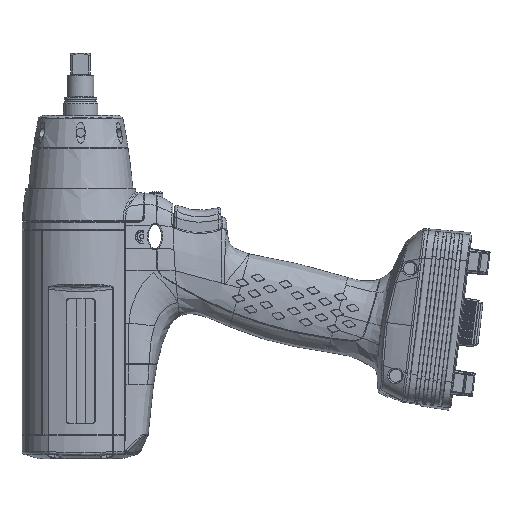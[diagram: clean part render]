
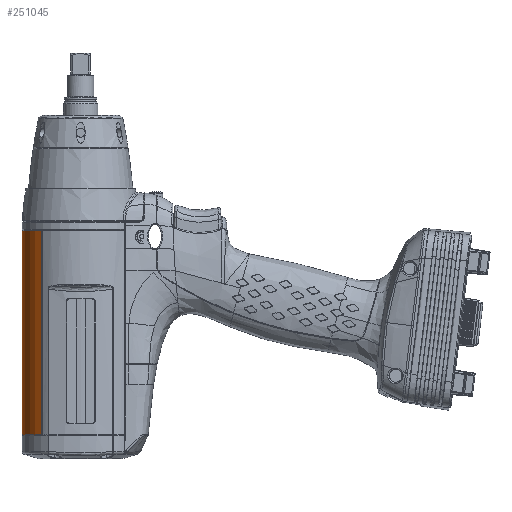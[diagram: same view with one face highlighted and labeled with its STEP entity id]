
A CAD part, left-side view. The second image highlights one B-rep face of the part: STEP entity #251045.
In plain terms, the highlighted cylindrical face has radius 29 mm (diameter 58 mm), a partial arc.
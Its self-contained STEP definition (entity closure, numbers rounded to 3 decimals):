
#62375=CARTESIAN_POINT('',(-21.777,19.151,
66.414));
#66765=CARTESIAN_POINT('',(-21.777,19.151,
-34.608));
#66880=DIRECTION('',(0.,0.,-1.));
#66881=VECTOR('',#66880,101.022);
#66882=CARTESIAN_POINT('',(-21.777,19.151,
66.414));
#66883=LINE('',#66882,#66881);
#66884=CARTESIAN_POINT('',(0.,0.,-34.608));
#66885=DIRECTION('',(0.,0.,-1.));
#66886=DIRECTION('',(-0.751,0.66,0.));
#66887=AXIS2_PLACEMENT_3D('',#66884,#66885,#66886);
#66889=DIRECTION('',(0.,0.,1.));
#66890=VECTOR('',#66889,101.022);
#66891=CARTESIAN_POINT('',(-0.2,28.999,
-34.608));
#66892=LINE('',#66891,#66890);
#66893=CARTESIAN_POINT('',(0.,0.,66.414));
#66894=DIRECTION('',(0.,0.,-1.));
#66895=DIRECTION('',(-0.751,0.66,0.));
#66896=AXIS2_PLACEMENT_3D('',#66893,#66894,#66895);
#97227=VERTEX_POINT('',#62375);
#97230=CARTESIAN_POINT('',(-0.2,28.999,
66.414));
#97231=VERTEX_POINT('',#97230);
#97256=CARTESIAN_POINT('',(-0.2,28.999,
-34.608));
#97257=VERTEX_POINT('',#97256);
#97370=VERTEX_POINT('',#66765);
#251033=CARTESIAN_POINT('',(0.,0.,91.65));
#251034=DIRECTION('',(0.,0.,-1.));
#251035=DIRECTION('',(-1.,0.,0.));
#251036=AXIS2_PLACEMENT_3D('',#251033,#251034,#251035);
#251037=CYLINDRICAL_SURFACE('',#251036,29.);
#251039=ORIENTED_EDGE('',*,*,#251038,.T.);
#251040=ORIENTED_EDGE('',*,*,#250956,.T.);
#251041=ORIENTED_EDGE('',*,*,#251018,.T.);
#251042=ORIENTED_EDGE('',*,*,#245209,.F.);
#251043=EDGE_LOOP('',(#251039,#251040,#251041,#251042));
#251044=FACE_OUTER_BOUND('',#251043,.F.);
#66888=CIRCLE('',#66887,29.);
#66897=CIRCLE('',#66896,29.);
#245209=EDGE_CURVE('',#97227,#97231,#66897,.T.);
#250956=EDGE_CURVE('',#97370,#97257,#66888,.T.);
#251018=EDGE_CURVE('',#97257,#97231,#66892,.T.);
#251038=EDGE_CURVE('',#97227,#97370,#66883,.T.);
#251045=ADVANCED_FACE('',(#251044),#251037,.T.);
